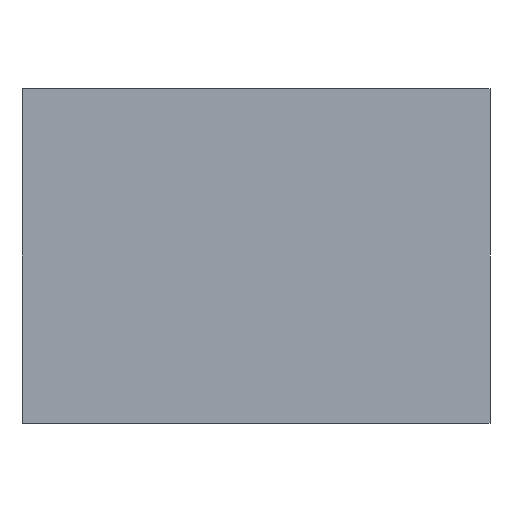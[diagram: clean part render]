
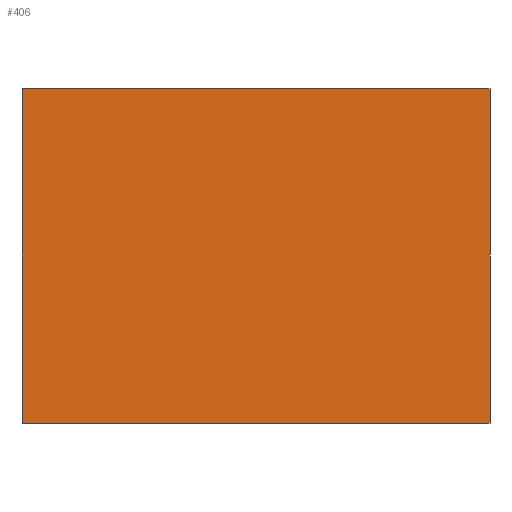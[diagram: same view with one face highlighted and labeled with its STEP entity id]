
A CAD part, left-side view. The second image highlights one B-rep face of the part: STEP entity #406.
In plain terms, the highlighted planar face has unit normal (-1, 0, 0).
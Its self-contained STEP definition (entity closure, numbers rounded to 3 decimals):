
#10=DIRECTION('',(0.,0.,1.));
#11=VECTOR('',#10,31.75);
#12=CARTESIAN_POINT('',(-57.15,0.,-15.875));
#13=LINE('',#12,#11);
#42=DIRECTION('',(0.,-1.,0.));
#43=VECTOR('',#42,44.45);
#44=CARTESIAN_POINT('',(-57.15,0.,-15.875));
#45=LINE('',#44,#43);
#50=DIRECTION('',(0.,-1.,0.));
#51=VECTOR('',#50,44.45);
#52=CARTESIAN_POINT('',(-57.15,0.,15.875));
#53=LINE('',#52,#51);
#62=DIRECTION('',(0.,0.,1.));
#63=VECTOR('',#62,31.75);
#64=CARTESIAN_POINT('',(-57.15,-44.45,-15.875));
#65=LINE('',#64,#63);
#272=CARTESIAN_POINT('',(-57.15,0.,-15.875));
#273=CARTESIAN_POINT('',(-57.15,0.,15.875));
#274=VERTEX_POINT('',#272);
#275=VERTEX_POINT('',#273);
#276=CARTESIAN_POINT('',(-57.15,-44.45,-15.875));
#277=CARTESIAN_POINT('',(-57.15,-44.45,15.875));
#278=VERTEX_POINT('',#276);
#279=VERTEX_POINT('',#277);
#393=CARTESIAN_POINT('',(-57.15,0.,-15.875));
#394=DIRECTION('',(-1.,0.,0.));
#395=DIRECTION('',(0.,0.,1.));
#396=AXIS2_PLACEMENT_3D('',#393,#394,#395);
#397=PLANE('',#396);
#398=ORIENTED_EDGE('',*,*,#345,.T.);
#400=ORIENTED_EDGE('',*,*,#399,.T.);
#402=ORIENTED_EDGE('',*,*,#401,.F.);
#403=ORIENTED_EDGE('',*,*,#386,.F.);
#404=EDGE_LOOP('',(#398,#400,#402,#403));
#405=FACE_OUTER_BOUND('',#404,.F.);
#406=ADVANCED_FACE('',(#405),#397,.T.);
#345=EDGE_CURVE('',#274,#275,#13,.T.);
#386=EDGE_CURVE('',#274,#278,#45,.T.);
#399=EDGE_CURVE('',#275,#279,#53,.T.);
#401=EDGE_CURVE('',#278,#279,#65,.T.);
